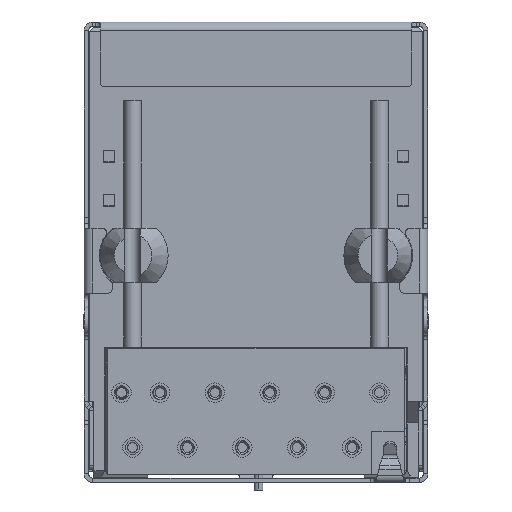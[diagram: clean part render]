
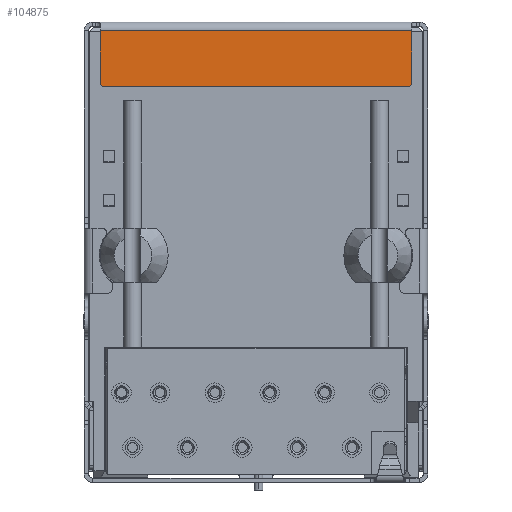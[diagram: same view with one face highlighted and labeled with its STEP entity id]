
A CAD part, front view. The second image highlights one B-rep face of the part: STEP entity #104875.
In plain terms, the highlighted planar face has unit normal (0, -1, 0).
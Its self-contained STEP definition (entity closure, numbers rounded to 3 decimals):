
#3521 = DIRECTION ( 'NONE',  ( 0., 1., 0. ) ) ;
#4065 = CARTESIAN_POINT ( 'NONE',  ( -7.2, -6.75, 18.5 ) ) ;
#4082 = CARTESIAN_POINT ( 'NONE',  ( -7., -6.75, 18.3 ) ) ;
#8120 = AXIS2_PLACEMENT_3D ( 'NONE', #96847, #3521, #54698 ) ;
#8849 = ORIENTED_EDGE ( 'NONE', *, *, #23810, .F. ) ;
#11151 = DIRECTION ( 'NONE',  ( 0., 0., -1. ) ) ;
#11802 = DIRECTION ( 'NONE',  ( -1., 0., 0. ) ) ;
#13555 = CIRCLE ( 'NONE', #8120, 0.2 ) ;
#13653 = ORIENTED_EDGE ( 'NONE', *, *, #92109, .T. ) ;
#18591 = VERTEX_POINT ( 'NONE', #4065 ) ;
#22197 = FACE_OUTER_BOUND ( 'NONE', #29134, .T. ) ;
#22957 = VERTEX_POINT ( 'NONE', #87593 ) ;
#23810 = EDGE_CURVE ( 'NONE', #22957, #77854, #13555, .T. ) ;
#23887 = PLANE ( 'NONE',  #103367 ) ;
#24454 = DIRECTION ( 'NONE',  ( 0., -1., 0. ) ) ;
#24843 = ORIENTED_EDGE ( 'NONE', *, *, #61576, .T. ) ;
#28111 = CIRCLE ( 'NONE', #91700, 0.2 ) ;
#29124 = VECTOR ( 'NONE', #67034, 1000. ) ;
#29134 = EDGE_LOOP ( 'NONE', ( #80277, #91246, #13653, #90600, #24843, #8849 ) ) ;
#30221 = VECTOR ( 'NONE', #84113, 1000. ) ;
#32340 = CARTESIAN_POINT ( 'NONE',  ( -7.2, -6.75, 20.9 ) ) ;
#35318 = CARTESIAN_POINT ( 'NONE',  ( 7.2, -6.75, 20.9 ) ) ;
#41951 = CARTESIAN_POINT ( 'NONE',  ( 7.2, -6.75, 20.9 ) ) ;
#46929 = VERTEX_POINT ( 'NONE', #41951 ) ;
#50687 = LINE ( 'NONE', #35318, #67305 ) ;
#54579 = CARTESIAN_POINT ( 'NONE',  ( -7.2, -6.75, 20.9 ) ) ;
#54698 = DIRECTION ( 'NONE',  ( 1., 0., 0. ) ) ;
#58002 = CARTESIAN_POINT ( 'NONE',  ( -7.95, -6.75, 21.3 ) ) ;
#61576 = EDGE_CURVE ( 'NONE', #105483, #77854, #110271, .T. ) ;
#67034 = DIRECTION ( 'NONE',  ( 0., 0., -1. ) ) ;
#67305 = VECTOR ( 'NONE', #69996, 1000. ) ;
#69996 = DIRECTION ( 'NONE',  ( 0., 0., -1. ) ) ;
#71394 = VERTEX_POINT ( 'NONE', #54579 ) ;
#74844 = CARTESIAN_POINT ( 'NONE',  ( -7., -6.75, 18.3 ) ) ;
#77854 = VERTEX_POINT ( 'NONE', #109925 ) ;
#80277 = ORIENTED_EDGE ( 'NONE', *, *, #92198, .F. ) ;
#80651 = CARTESIAN_POINT ( 'NONE',  ( 7.2, -6.75, 20.9 ) ) ;
#81369 = EDGE_CURVE ( 'NONE', #46929, #71394, #107351, .T. ) ;
#82748 = EDGE_CURVE ( 'NONE', #105483, #18591, #28111, .T. ) ;
#84113 = DIRECTION ( 'NONE',  ( 1., 0., 0. ) ) ;
#86118 = VECTOR ( 'NONE', #11802, 1000. ) ;
#87416 = DIRECTION ( 'NONE',  ( 0., 1., 0. ) ) ;
#87593 = CARTESIAN_POINT ( 'NONE',  ( 7.2, -6.75, 18.5 ) ) ;
#89634 = CARTESIAN_POINT ( 'NONE',  ( -7., -6.75, 18.5 ) ) ;
#90600 = ORIENTED_EDGE ( 'NONE', *, *, #82748, .F. ) ;
#91246 = ORIENTED_EDGE ( 'NONE', *, *, #81369, .T. ) ;
#91700 = AXIS2_PLACEMENT_3D ( 'NONE', #89634, #87416, #11151 ) ;
#92109 = EDGE_CURVE ( 'NONE', #71394, #18591, #110288, .T. ) ;
#92198 = EDGE_CURVE ( 'NONE', #46929, #22957, #50687, .T. ) ;
#96847 = CARTESIAN_POINT ( 'NONE',  ( 7., -6.75, 18.5 ) ) ;
#102393 = DIRECTION ( 'NONE',  ( 0., 0., -1. ) ) ;
#103367 = AXIS2_PLACEMENT_3D ( 'NONE', #58002, #24454, #102393 ) ;
#104875 = ADVANCED_FACE ( 'NONE', ( #22197 ), #23887, .T. ) ;
#105483 = VERTEX_POINT ( 'NONE', #74844 ) ;
#107351 = LINE ( 'NONE', #80651, #86118 ) ;
#109925 = CARTESIAN_POINT ( 'NONE',  ( 7., -6.75, 18.3 ) ) ;
#110271 = LINE ( 'NONE', #4082, #30221 ) ;
#110288 = LINE ( 'NONE', #32340, #29124 ) ;
